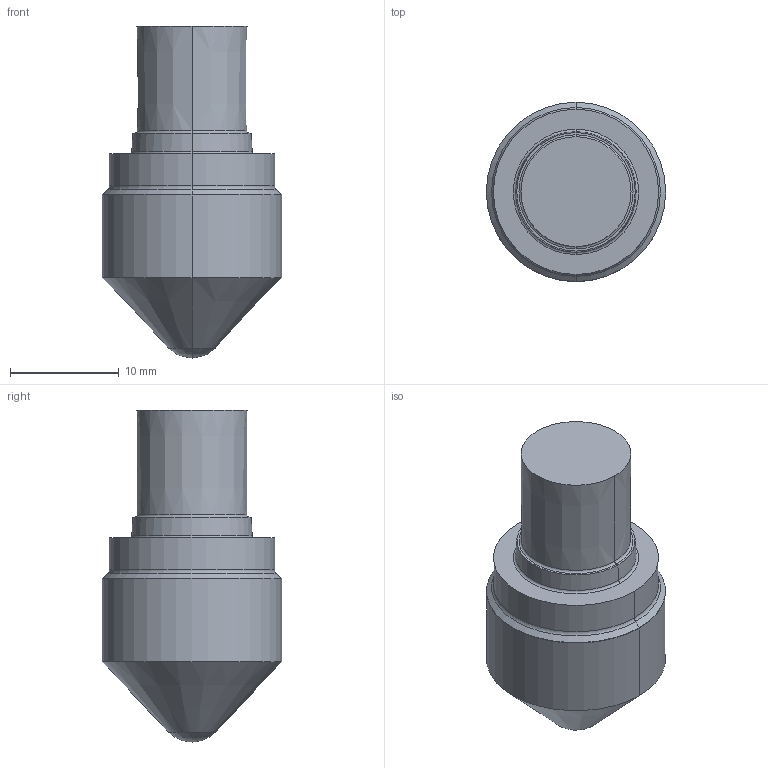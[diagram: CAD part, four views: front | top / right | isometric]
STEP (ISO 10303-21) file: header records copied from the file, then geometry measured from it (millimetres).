
FILE_DESCRIPTION((''),'2;1');
FILE_NAME('45N16515TRRA45','2015-11-28T',('schorn'),(''),'PRO/ENGINEER BY PARAMETRIC TECHNOLOGY CORPORATION, 2011490','PRO/ENGINEER BY PARAMETRIC TECHNOLOGY CORPORATION, 2011490','');
FILE_SCHEMA(('AUTOMOTIVE_DESIGN { 1 2 10303 214 0 1 1 1 }'));
Length unit declared in the file: millimetre
Products named in the file (3): NOCUT; CUT; 45N16515TRRA45
Assembly tree (2 placements, depth 2):
  45N16515TRRA45
    NOCUT
    CUT
Bounding box: 16.5 x 16.5 x 30.55 mm (x, y, z)
Volume: 3917.2 mm3; surface area: 1877.3 mm2
Topology: 2 solids, 2 shells, 27 faces, 54 edges, 33 vertices
Faces by surface type: cone 8, cylinder 6, torus 6, plane 5, bspline 2
Entity records: 1120 total; most frequent: DIRECTION 166, CARTESIAN_POINT 159, ORIENTED_EDGE 100, AXIS2_PLACEMENT_3D 75, PRESENTATION_STYLE_ASSIGNMENT 59, STYLED_ITEM 59, CURVE_STYLE 57, EDGE_CURVE 50
